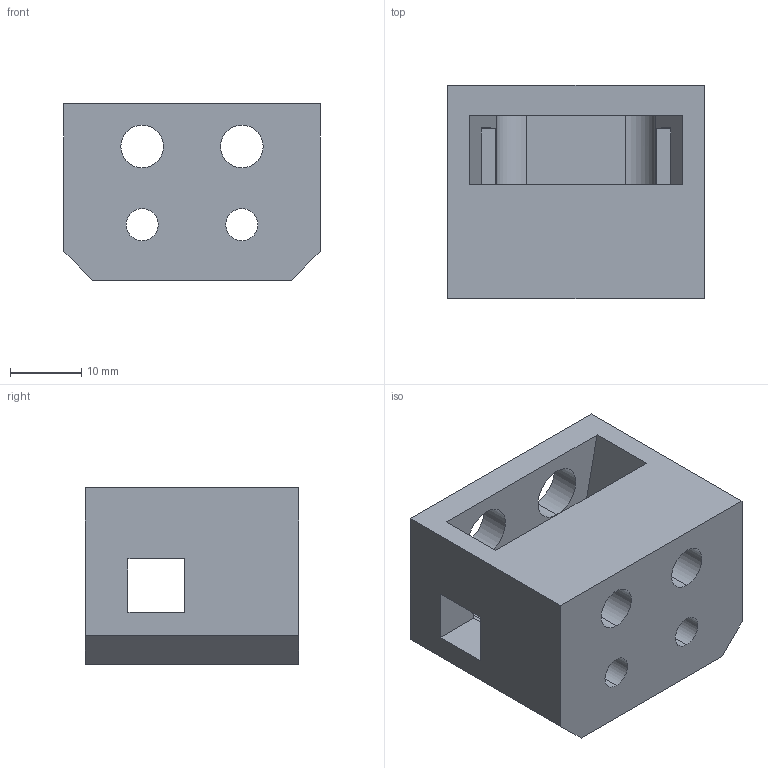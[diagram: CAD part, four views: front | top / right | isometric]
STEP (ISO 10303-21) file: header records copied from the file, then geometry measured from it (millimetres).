
FILE_DESCRIPTION (( 'STEP AP214' ), '1' );
FILE_NAME ('Pulley double sheer block.STEP', '2025-01-10T20:04:27', ( '' ), ( '' ), 'SwSTEP 2.0', 'SolidWorks 2022', '' );
FILE_SCHEMA (( 'AUTOMOTIVE_DESIGN' ));
Length unit declared in the file: millimetre
Products named in the file (1): Pulley double sheer block
Bounding box: 36 x 30 x 24.8 mm (x, y, z)
Volume: 18022.3 mm3; surface area: 7657.2 mm2
Topology: 1 solids, 1 shells, 37 faces, 112 edges, 74 vertices
Faces by surface type: plane 21, cylinder 16
Entity records: 1338 total; most frequent: ORIENTED_EDGE 224, CARTESIAN_POINT 224, DIRECTION 222, EDGE_CURVE 112, LINE 78, VECTOR 78, VERTEX_POINT 74, AXIS2_PLACEMENT_3D 72
